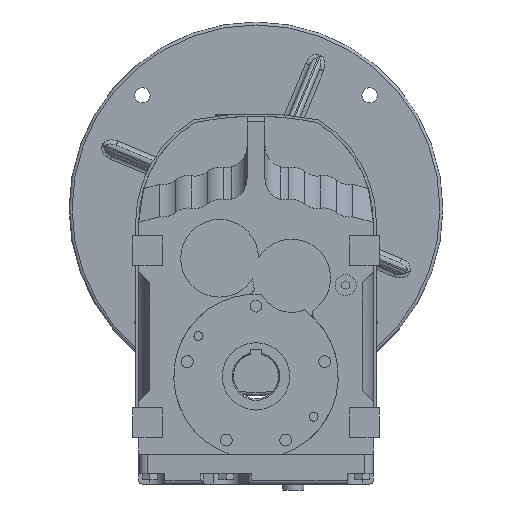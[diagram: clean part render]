
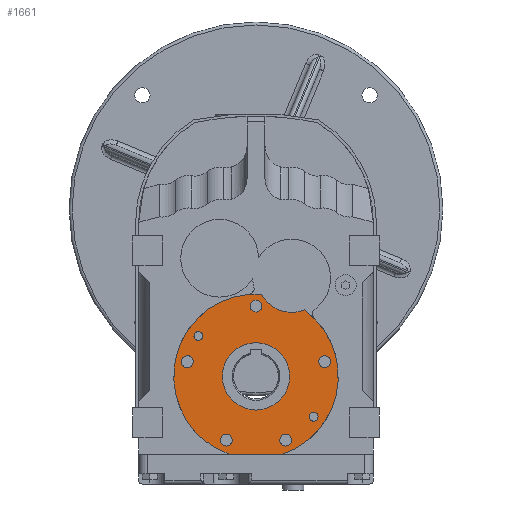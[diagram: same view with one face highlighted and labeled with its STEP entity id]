
A CAD part, left-side view. The second image highlights one B-rep face of the part: STEP entity #1661.
In plain terms, the highlighted planar face has unit normal (-1, 0, 0).
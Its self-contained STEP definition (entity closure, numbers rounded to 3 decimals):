
#1661=ADVANCED_FACE('',(#6995,#6997,#6999,#7001,#7003,#7005,#7007,#7009,#7011),#7013,
.F.);
#6995=FACE_BOUND('',#6996,.T.);
#6996=EDGE_LOOP('',(#13400,#13401,#13402,#13403));
#6997=FACE_BOUND('',#6998,.T.);
#6998=EDGE_LOOP('',(#13404));
#6999=FACE_BOUND('',#7000,.T.);
#7000=EDGE_LOOP('',(#13405));
#7001=FACE_BOUND('',#7002,.T.);
#7002=EDGE_LOOP('',(#13406));
#7003=FACE_BOUND('',#7004,.T.);
#7004=EDGE_LOOP('',(#13407));
#7005=FACE_BOUND('',#7006,.T.);
#7006=EDGE_LOOP('',(#13408));
#7007=FACE_BOUND('',#7008,.T.);
#7008=EDGE_LOOP('',(#13409));
#7009=FACE_BOUND('',#7010,.T.);
#7010=EDGE_LOOP('',(#13410));
#7011=FACE_BOUND('',#7012,.T.);
#7012=EDGE_LOOP('',(#13411,#13412));
#7013=PLANE('',#7014);
#7014=AXIS2_PLACEMENT_3D('',#7015,#7016,#7017);
#7015=CARTESIAN_POINT('',(0.,0.,0.));
#7016=DIRECTION('',(1.,0.,0.));
#7017=DIRECTION('',(0.,-0.,-1.));
#13400=ORIENTED_EDGE('',*,*,#15712,.T.);
#13401=ORIENTED_EDGE('',*,*,#15637,.F.);
#13402=ORIENTED_EDGE('',*,*,#15897,.F.);
#13403=ORIENTED_EDGE('',*,*,#15577,.F.);
#13404=ORIENTED_EDGE('',*,*,#15583,.T.);
#13405=ORIENTED_EDGE('',*,*,#15589,.F.);
#13406=ORIENTED_EDGE('',*,*,#15591,.F.);
#13407=ORIENTED_EDGE('',*,*,#15595,.F.);
#13408=ORIENTED_EDGE('',*,*,#15597,.F.);
#13409=ORIENTED_EDGE('',*,*,#15599,.F.);
#13410=ORIENTED_EDGE('',*,*,#15601,.F.);
#13411=ORIENTED_EDGE('',*,*,#15557,.F.);
#13412=ORIENTED_EDGE('',*,*,#15602,.F.);
#15557=EDGE_CURVE('',#16939,#16940,#16941,.F.);
#15577=EDGE_CURVE('',#16977,#16979,#16980,.F.);
#15583=EDGE_CURVE('',#16990,#16990,#16991,.T.);
#15589=EDGE_CURVE('',#17002,#17002,#17003,.T.);
#15591=EDGE_CURVE('',#17006,#17006,#17007,.T.);
#15595=EDGE_CURVE('',#17014,#17014,#17015,.T.);
#15597=EDGE_CURVE('',#17018,#17018,#17019,.T.);
#15599=EDGE_CURVE('',#17022,#17022,#17023,.T.);
#15601=EDGE_CURVE('',#17026,#17026,#17027,.T.);
#15602=EDGE_CURVE('',#16940,#16939,#17028,.T.);
#15637=EDGE_CURVE('',#17095,#17097,#17098,.F.);
#15712=EDGE_CURVE('',#16977,#17097,#17239,.T.);
#15897=EDGE_CURVE('',#16979,#17095,#17526,.F.);
#16939=VERTEX_POINT('',#19229);
#16940=VERTEX_POINT('',#19230);
#16941=CIRCLE('',#19231,4.);
#16977=VERTEX_POINT('',#19341);
#16979=VERTEX_POINT('',#19345);
#16980=CIRCLE('',#19346,55.);
#16990=VERTEX_POINT('',#19372);
#16991=CIRCLE('',#19373,22.5);
#17002=VERTEX_POINT('',#19402);
#17003=CIRCLE('',#19403,3.);
#17006=VERTEX_POINT('',#19412);
#17007=CIRCLE('',#19413,3.);
#17014=VERTEX_POINT('',#19432);
#17015=CIRCLE('',#19433,4.);
#17018=VERTEX_POINT('',#19442);
#17019=CIRCLE('',#19443,4.);
#17022=VERTEX_POINT('',#19452);
#17023=CIRCLE('',#19453,4.);
#17026=VERTEX_POINT('',#19462);
#17027=CIRCLE('',#19463,4.);
#17028=CIRCLE('',#19467,4.);
#17095=VERTEX_POINT('',#19639);
#17097=VERTEX_POINT('',#19643);
#17098=CIRCLE('',#19644,55.);
#17239=LINE('',#20473,#20474);
#17526=CIRCLE('',#21343,23.);
#19229=CARTESIAN_POINT('',(0.,49.879,10.634));
#19230=CARTESIAN_POINT('',(0.,42.055,8.966));
#19231=AXIS2_PLACEMENT_3D('',#19232,#19233,#19234);
#19232=CARTESIAN_POINT('',(0.,45.973,9.772));
#19233=DIRECTION('',(1.,0.,0.));
#19234=DIRECTION('',(0.,-0.979,-0.201));
#19341=CARTESIAN_POINT('',(0.,17.916,-52.));
#19345=CARTESIAN_POINT('',(0.,-3.632,54.88));
#19346=AXIS2_PLACEMENT_3D('',#19347,#19348,#19349);
#19347=CARTESIAN_POINT('',(0.,0.,0.));
#19348=DIRECTION('',(-1.,0.,0.));
#19349=DIRECTION('',(0.,-0.066,0.998));
#19372=CARTESIAN_POINT('',(0.,-22.5,0.));
#19373=AXIS2_PLACEMENT_3D('',#19374,#19375,#19376);
#19374=CARTESIAN_POINT('',(0.,0.,0.));
#19375=DIRECTION('',(1.,0.,0.));
#19376=DIRECTION('',(0.,-1.,0.));
#19402=CARTESIAN_POINT('',(0.,-41.5,-26.958));
#19403=AXIS2_PLACEMENT_3D('',#19404,#19405,#19406);
#19404=CARTESIAN_POINT('',(0.,-38.5,-26.958));
#19405=DIRECTION('',(-1.,-0.,-0.));
#19406=DIRECTION('',(0.,1.,-0.));
#19412=CARTESIAN_POINT('',(0.,35.5,26.958));
#19413=AXIS2_PLACEMENT_3D('',#19414,#19415,#19416);
#19414=CARTESIAN_POINT('',(0.,38.5,26.958));
#19415=DIRECTION('',(-1.,-0.,-0.));
#19416=DIRECTION('',(0.,1.,-0.));
#19432=CARTESIAN_POINT('',(0.,15.863,-42.596));
#19433=AXIS2_PLACEMENT_3D('',#19434,#19435,#19436);
#19434=CARTESIAN_POINT('',(0.,19.863,-42.596));
#19435=DIRECTION('',(-1.,-0.,-0.));
#19436=DIRECTION('',(0.,1.,-0.));
#19442=CARTESIAN_POINT('',(0.,-23.863,-42.596));
#19443=AXIS2_PLACEMENT_3D('',#19444,#19445,#19446);
#19444=CARTESIAN_POINT('',(0.,-19.863,-42.596));
#19445=DIRECTION('',(-1.,-0.,-0.));
#19446=DIRECTION('',(0.,1.,-0.));
#19452=CARTESIAN_POINT('',(0.,-49.973,9.772));
#19453=AXIS2_PLACEMENT_3D('',#19454,#19455,#19456);
#19454=CARTESIAN_POINT('',(0.,-45.973,9.772));
#19455=DIRECTION('',(-1.,-0.,-0.));
#19456=DIRECTION('',(0.,1.,-0.));
#19462=CARTESIAN_POINT('',(0.,-4.,47.));
#19463=AXIS2_PLACEMENT_3D('',#19464,#19465,#19466);
#19464=CARTESIAN_POINT('',(0.,0.,47.));
#19465=DIRECTION('',(-1.,-0.,-0.));
#19466=DIRECTION('',(0.,1.,-0.));
#19467=AXIS2_PLACEMENT_3D('',#19468,#19469,#19470);
#19468=CARTESIAN_POINT('',(0.,45.961,9.828));
#19469=DIRECTION('',(-1.,-0.,0.));
#19470=DIRECTION('',(0.,-0.976,-0.216));
#19639=CARTESIAN_POINT('',(0.,-32.401,44.443));
#19643=CARTESIAN_POINT('',(0.,-17.916,-52.));
#19644=AXIS2_PLACEMENT_3D('',#19645,#19646,#19647);
#19645=CARTESIAN_POINT('',(0.,0.,0.));
#19646=DIRECTION('',(-1.,0.,-0.));
#19647=DIRECTION('',(0.,-0.326,-0.945));
#20473=CARTESIAN_POINT('',(0.,17.916,-52.));
#20474=VECTOR('',#20475,1.);
#20475=DIRECTION('',(0.,-1.,0.));
#21343=AXIS2_PLACEMENT_3D('',#21344,#21345,#21346);
#21344=CARTESIAN_POINT('',(0.,-23.872,65.804));
#21345=DIRECTION('',(1.,0.,0.));
#21346=DIRECTION('',(0.,-0.371,-0.929));
